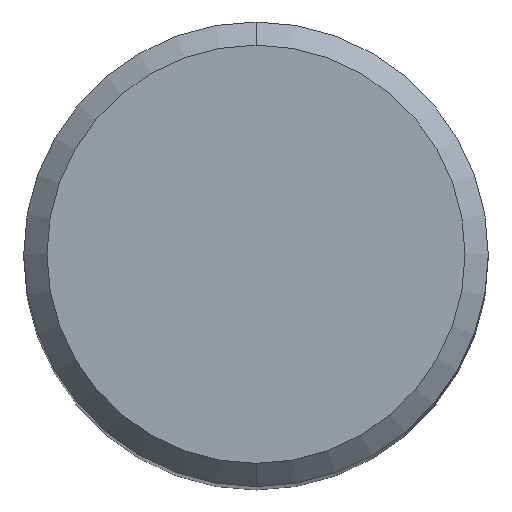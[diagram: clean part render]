
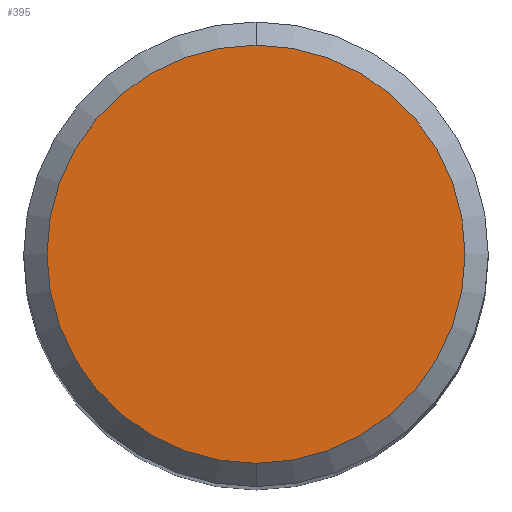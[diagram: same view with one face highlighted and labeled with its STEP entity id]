
A CAD part, top view. The second image highlights one B-rep face of the part: STEP entity #395.
In plain terms, the highlighted planar face has unit normal (0, 0, 1).
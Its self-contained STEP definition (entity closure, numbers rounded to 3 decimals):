
#181=EDGE_CURVE('',#231,#349,#476,.T.);
#187=EDGE_CURVE('',#349,#231,#482,.T.);
#231=VERTEX_POINT('',#531);
#349=VERTEX_POINT('',#661);
#395=ADVANCED_FACE('',(#710),#711,.T.);
#476=CIRCLE('',#788,3.6);
#482=CIRCLE('',#797,3.6);
#531=CARTESIAN_POINT('',(0.,-3.6,0.0));
#661=CARTESIAN_POINT('',(0.0,3.6,0.0));
#710=FACE_OUTER_BOUND('',#1279,.T.);
#711=PLANE('',#1280);
#788=AXIS2_PLACEMENT_3D('',#1422,#1423,#1424);
#797=AXIS2_PLACEMENT_3D('',#1426,#1427,#1428);
#1279=EDGE_LOOP('',(#1682,#1683));
#1280=AXIS2_PLACEMENT_3D('',#1684,#1685,#1686);
#1422=CARTESIAN_POINT('',(0.0,0.0,0.0));
#1423=DIRECTION('',(0.0,0.0,-1.0));
#1424=DIRECTION('',(0.0,1.0,0.0));
#1426=CARTESIAN_POINT('',(0.0,0.0,0.0));
#1427=DIRECTION('',(0.0,0.0,-1.0));
#1428=DIRECTION('',(0.0,1.0,0.0));
#1682=ORIENTED_EDGE('',*,*,#187,.F.);
#1683=ORIENTED_EDGE('',*,*,#181,.F.);
#1684=CARTESIAN_POINT('',(0.0,1.8,0.0));
#1685=DIRECTION('',(-0.0,0.0,1.0));
#1686=DIRECTION('',(0.0,-1.0,0.0));
